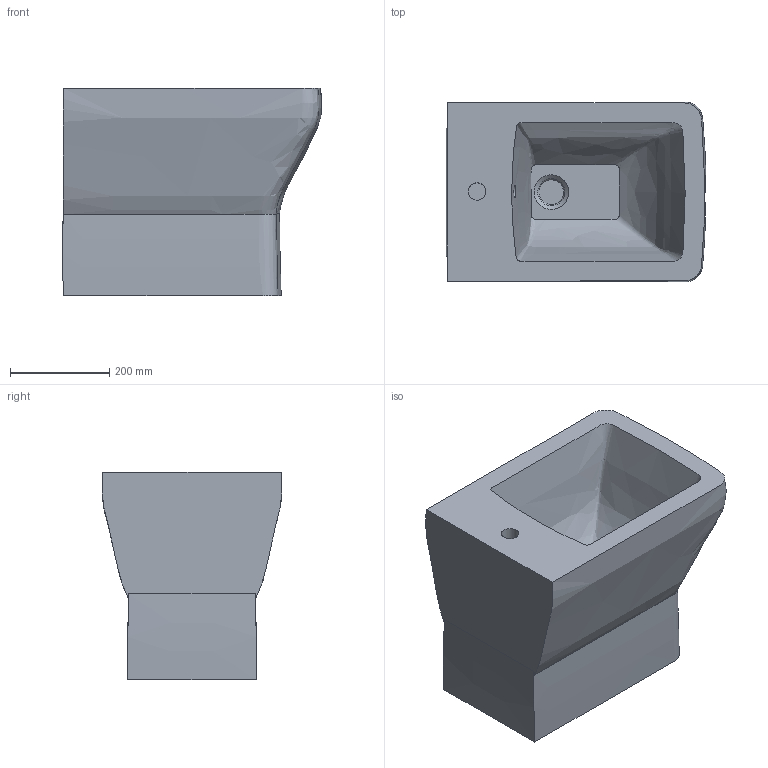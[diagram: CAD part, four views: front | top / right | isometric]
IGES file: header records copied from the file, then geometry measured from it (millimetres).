
Global section: file name: NPD1 BTW BIDET-N036; native system: AutoCAD 2016 - English; preprocessor: Autodesk Translation Framework DWG producer (atf_dwg_producer); organization: unknown; date: 20170502.150850; units: millimetre
Bounding box: 523.78 x 362.58 x 420 mm (x, y, z)
Volume: 43444266 mm3; surface area: 1133211.2 mm2
Topology: 1 solids, 1 shells, 21 faces, 51 edges, 36 vertices
Faces by surface type: bspline 21
